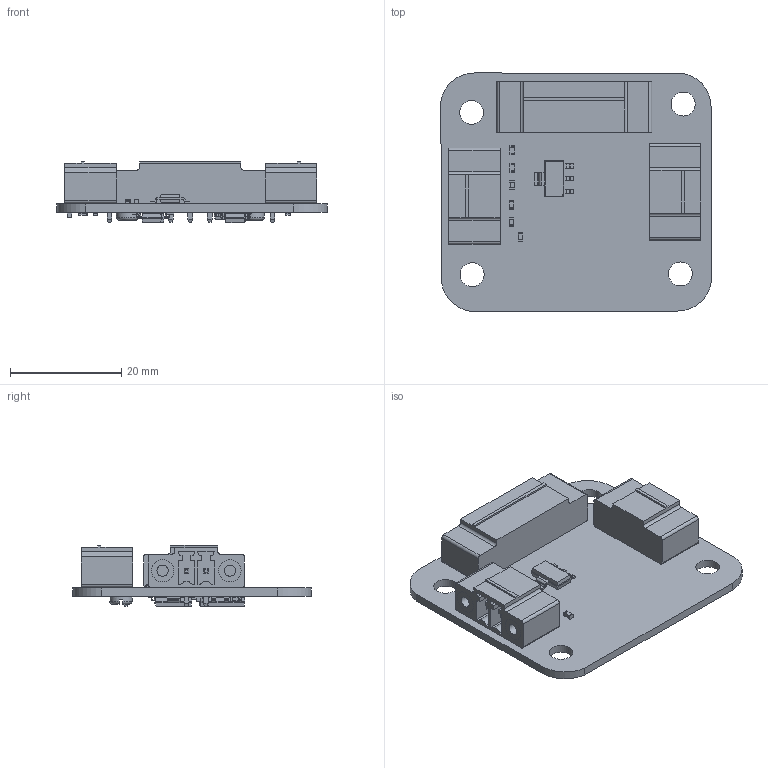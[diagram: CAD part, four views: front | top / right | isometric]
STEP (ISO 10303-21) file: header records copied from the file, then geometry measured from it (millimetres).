
FILE_DESCRIPTION(('KiCad electronic assembly'),'2;1');
FILE_NAME('IO Board.step','2025-07-20T00:57:54',('Pcbnew'),('Kicad'), 'Open CASCADE STEP processor 7.6','KiCad to STEP converter','Unknown' );
FILE_SCHEMA(('AUTOMOTIVE_DESIGN { 1 0 10303 214 1 1 1 1 }'));
Length unit declared in the file: millimetre
Products named in the file (9): IO Board 1; R_0603_1608Metric; PhoenixContact_MC_1,5_2-GF-3.5_1x02_P3.50mm_Horizontal_ThreadedFlange; C_0603_1608Metric; SOT-223; PhoenixContact_MC_1,5_5-GF-3.5_1x05_P3.50mm_Horizontal_ThreadedFlange_
MountHole; TSSOP-20_4.4x6.5mm_P0.65mm; SOIC-8_3.9x4.9mm_P1.27mm; IO Board_PCB
Assembly tree (20 placements, depth 2):
  IO Board 1
    R_0603_1608Metric  x7
    PhoenixContact_MC_1,5_2-GF-3.5_1x02_P3.50mm_Horizontal_ThreadedFlange  x2
    C_0603_1608Metric  x4
    SOT-223  x3
    PhoenixContact_MC_1,5_5-GF-3.5_1x05_P3.50mm_Horizontal_ThreadedFlange_
MountHole
    TSSOP-20_4.4x6.5mm_P0.65mm
    SOIC-8_3.9x4.9mm_P1.27mm
    IO Board_PCB
Bounding box: 48.51 x 42.75 x 10.98 mm (x, y, z)
Volume: 6054.1 mm3; surface area: 9022.4 mm2
Topology: 20 solids, 20 shells, 1413 faces, 3676 edges, 2359 vertices
Faces by surface type: plane 1033, cylinder 320, bspline 56, torus 4
Full cylindrical faces by diameter (mm): 1.2 x9, 2 x8, 2.4 x2, 4 x2, 4.3 x4
Entity records: 29128 total; most frequent: CARTESIAN_POINT 5919, ORIENTED_EDGE 4862, DIRECTION 4597, EDGE_CURVE 2432, LINE 1955, VECTOR 1955, VERTEX_POINT 1555, AXIS2_PLACEMENT_3D 1321
